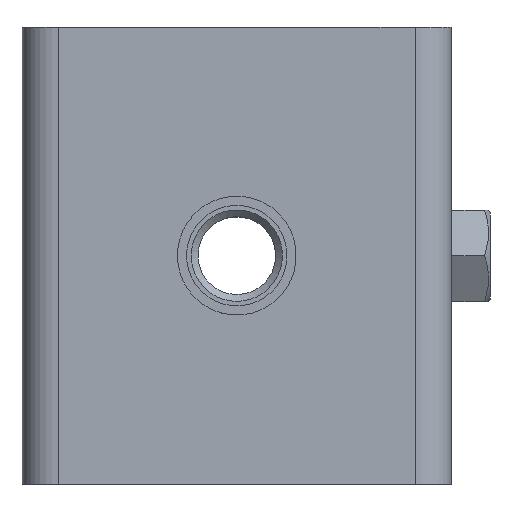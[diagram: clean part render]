
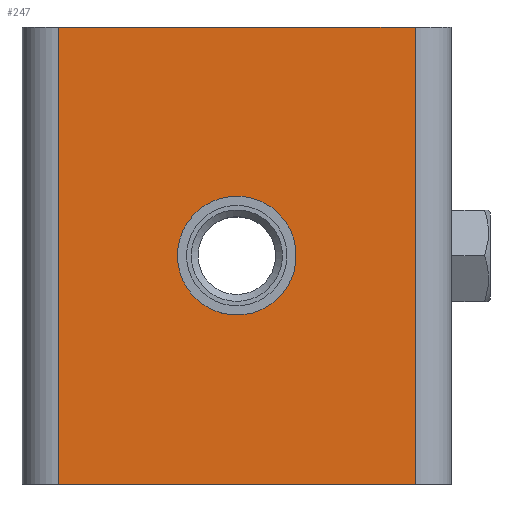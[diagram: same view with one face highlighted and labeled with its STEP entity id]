
A CAD part, top view. The second image highlights one B-rep face of the part: STEP entity #247.
In plain terms, the highlighted planar face has unit normal (0, 0, 1).
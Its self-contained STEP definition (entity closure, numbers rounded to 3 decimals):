
#247=ADVANCED_FACE('',(#1070,#1072),#1074,.T.);
#1070=FACE_BOUND('',#1071,.T.);
#1071=EDGE_LOOP('',(#1706,#1707,#1708,#1709));
#1072=FACE_BOUND('',#1073,.T.);
#1073=EDGE_LOOP('',(#1710));
#1074=PLANE('',#1075);
#1075=AXIS2_PLACEMENT_3D('',#1076,#1077,#1078);
#1076=CARTESIAN_POINT('',(0.,0.,3.));
#1077=DIRECTION('',(0.,0.,1.));
#1078=DIRECTION('',(1.,0.,0.));
#1706=ORIENTED_EDGE('',*,*,#2052,.T.);
#1707=ORIENTED_EDGE('',*,*,#2070,.T.);
#1708=ORIENTED_EDGE('',*,*,#2071,.T.);
#1709=ORIENTED_EDGE('',*,*,#2072,.T.);
#1710=ORIENTED_EDGE('',*,*,#2073,.F.);
#2052=EDGE_CURVE('',#2278,#2276,#2279,.T.);
#2070=EDGE_CURVE('',#2276,#2305,#2306,.T.);
#2071=EDGE_CURVE('',#2305,#2307,#2308,.T.);
#2072=EDGE_CURVE('',#2307,#2278,#2309,.T.);
#2073=EDGE_CURVE('',#2310,#2310,#2311,.T.);
#2276=VERTEX_POINT('',#2910);
#2278=VERTEX_POINT('',#2915);
#2279=LINE('',#2916,#2917);
#2305=VERTEX_POINT('',#2985);
#2306=LINE('',#2986,#2987);
#2307=VERTEX_POINT('',#2989);
#2308=LINE('',#2990,#2991);
#2309=LINE('',#2993,#2994);
#2310=VERTEX_POINT('',#2996);
#2311=CIRCLE('',#2997,6.5);
#2910=CARTESIAN_POINT('',(43.,50.,3.));
#2915=CARTESIAN_POINT('',(43.,0.,3.));
#2916=CARTESIAN_POINT('',(43.,0.,3.));
#2917=VECTOR('',#2918,1.);
#2918=DIRECTION('',(0.,1.,0.));
#2985=CARTESIAN_POINT('',(4.,50.,3.));
#2986=CARTESIAN_POINT('',(43.,50.,3.));
#2987=VECTOR('',#2988,1.);
#2988=DIRECTION('',(-1.,0.,0.));
#2989=CARTESIAN_POINT('',(4.,0.,3.));
#2990=CARTESIAN_POINT('',(4.,50.,3.));
#2991=VECTOR('',#2992,1.);
#2992=DIRECTION('',(0.,-1.,0.));
#2993=CARTESIAN_POINT('',(4.,0.,3.));
#2994=VECTOR('',#2995,1.);
#2995=DIRECTION('',(1.,0.,0.));
#2996=CARTESIAN_POINT('',(25.186,31.278,3.));
#2997=AXIS2_PLACEMENT_3D('',#2998,#2999,#3000);
#2998=CARTESIAN_POINT('',(23.5,25.,3.));
#2999=DIRECTION('',(0.,0.,1.));
#3000=DIRECTION('',(0.259,0.966,0.));
